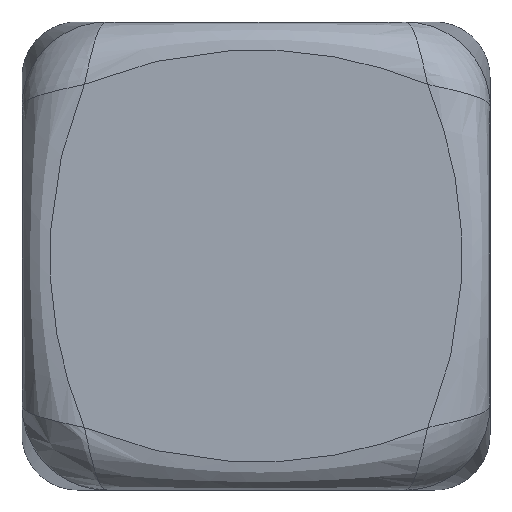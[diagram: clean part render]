
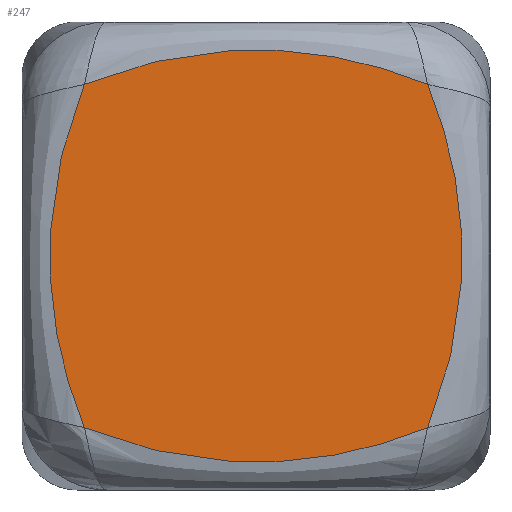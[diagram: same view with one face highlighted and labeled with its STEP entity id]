
A CAD part, left-side view. The second image highlights one B-rep face of the part: STEP entity #247.
In plain terms, the highlighted planar face has unit normal (-1, 0, 0).
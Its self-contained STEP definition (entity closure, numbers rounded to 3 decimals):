
#35=(
BOUNDED_CURVE()
B_SPLINE_CURVE(3,(#4824,#4825,#4826,#4827,#4828,#4829,#4830,#4831),
 .UNSPECIFIED.,.F.,.F.)
B_SPLINE_CURVE_WITH_KNOTS((4,1,1,1,1,4),(0.409,0.694,
1.389,1.714,2.04,2.369),
 .UNSPECIFIED.)
CURVE()
GEOMETRIC_REPRESENTATION_ITEM()
RATIONAL_B_SPLINE_CURVE((1.,1.,1.,1.,1.,1.,1.,1.))
REPRESENTATION_ITEM('')
);
#37=(
BOUNDED_CURVE()
B_SPLINE_CURVE(3,(#4835,#4836,#4837,#4838,#4839,#4840,#4841,#4842,#4843,
#4844,#4845,#4846,#4847,#4848,#4849,#4850),.UNSPECIFIED.,.F.,.F.)
B_SPLINE_CURVE_WITH_KNOTS((4,3,3,3,3,4),(0.409,0.694,
1.389,1.714,2.04,2.369),
 .UNSPECIFIED.)
CURVE()
GEOMETRIC_REPRESENTATION_ITEM()
RATIONAL_B_SPLINE_CURVE((1.,1.,1.,1.,1.,1.,1.,1.,1.,1.,1.,1.,1.,1.,1.,1.))
REPRESENTATION_ITEM('')
);
#44=(
BOUNDED_CURVE()
B_SPLINE_CURVE(3,(#4893,#4894,#4895,#4896,#4897,#4898,#4899,#4900,#4901,
#4902,#4903,#4904,#4905,#4906,#4907,#4908),.UNSPECIFIED.,.F.,.F.)
B_SPLINE_CURVE_WITH_KNOTS((4,3,3,3,3,4),(0.409,0.694,
1.389,1.714,2.04,2.369),
 .UNSPECIFIED.)
CURVE()
GEOMETRIC_REPRESENTATION_ITEM()
RATIONAL_B_SPLINE_CURVE((1.,1.,1.,1.,1.,1.,
1.,1.,1.,1.,1.,1.,1.,1.,1.,1.))
REPRESENTATION_ITEM('')
);
#46=(
BOUNDED_CURVE()
B_SPLINE_CURVE(3,(#4925,#4926,#4927,#4928,#4929,#4930,#4931,#4932,#4933,
#4934,#4935,#4936,#4937,#4938,#4939,#4940),.UNSPECIFIED.,.F.,.F.)
B_SPLINE_CURVE_WITH_KNOTS((4,3,3,3,3,4),(0.409,0.694,
1.389,1.714,2.04,2.369),
 .UNSPECIFIED.)
CURVE()
GEOMETRIC_REPRESENTATION_ITEM()
RATIONAL_B_SPLINE_CURVE((1.,1.,1.,1.,1.,1.,1.,1.,1.,1.,
1.,1.,1.,1.,1.,1.))
REPRESENTATION_ITEM('')
);
#247=ADVANCED_FACE('',(#356),#1648,.T.);
#356=FACE_OUTER_BOUND('',#465,.T.);
#465=EDGE_LOOP('',(#878,#879,#880,#881));
#878=ORIENTED_EDGE('',*,*,#1173,.T.);
#879=ORIENTED_EDGE('',*,*,#1180,.T.);
#880=ORIENTED_EDGE('',*,*,#1171,.T.);
#881=ORIENTED_EDGE('',*,*,#1182,.F.);
#1171=EDGE_CURVE('',#1548,#1547,#35,.T.);
#1173=EDGE_CURVE('',#1546,#1549,#37,.T.);
#1180=EDGE_CURVE('',#1549,#1548,#44,.T.);
#1182=EDGE_CURVE('',#1546,#1547,#46,.T.);
#1546=VERTEX_POINT('',#4763);
#1547=VERTEX_POINT('',#4764);
#1548=VERTEX_POINT('',#4765);
#1549=VERTEX_POINT('',#4766);
#1648=PLANE('',#1716);
#1716=AXIS2_PLACEMENT_3D('',#3882,#1767,$);
#1767=DIRECTION('',(-1.,0.,0.));
#3882=CARTESIAN_POINT('',(-3.05,1.27,0.035));
#4763=CARTESIAN_POINT('',(-3.05,0.932,2.237));
#4764=CARTESIAN_POINT('',(-3.05,-0.932,2.237));
#4765=CARTESIAN_POINT('',(-3.05,-0.932,0.373));
#4766=CARTESIAN_POINT('',(-3.05,0.932,0.373));
#4824=CARTESIAN_POINT('',(-3.05,-0.932,0.373));
#4825=CARTESIAN_POINT('',(-3.05,-0.965,0.456));
#4826=CARTESIAN_POINT('',(-3.05,-1.069,0.749));
#4827=CARTESIAN_POINT('',(-3.05,-1.137,1.181));
#4828=CARTESIAN_POINT('',(-3.05,-1.104,1.631));
#4829=CARTESIAN_POINT('',(-3.05,-1.038,1.945));
#4830=CARTESIAN_POINT('',(-3.05,-0.97,2.141));
#4831=CARTESIAN_POINT('',(-3.05,-0.932,2.237));
#4835=CARTESIAN_POINT('',(-3.05,0.932,2.237));
#4836=CARTESIAN_POINT('',(-3.05,0.965,2.154));
#4837=CARTESIAN_POINT('',(-3.05,0.995,2.069));
#4838=CARTESIAN_POINT('',(-3.05,1.021,1.981));
#4839=CARTESIAN_POINT('',(-3.05,1.084,1.767));
#4840=CARTESIAN_POINT('',(-3.05,1.12,1.537));
#4841=CARTESIAN_POINT('',(-3.05,1.12,1.305));
#4842=CARTESIAN_POINT('',(-3.05,1.12,1.197));
#4843=CARTESIAN_POINT('',(-3.05,1.112,1.088));
#4844=CARTESIAN_POINT('',(-3.05,1.097,0.982));
#4845=CARTESIAN_POINT('',(-3.05,1.082,0.875));
#4846=CARTESIAN_POINT('',(-3.05,1.06,0.771));
#4847=CARTESIAN_POINT('',(-3.05,1.033,0.67));
#4848=CARTESIAN_POINT('',(-3.05,1.004,0.568));
#4849=CARTESIAN_POINT('',(-3.05,0.97,0.469));
#4850=CARTESIAN_POINT('',(-3.05,0.932,0.373));
#4893=CARTESIAN_POINT('',(-3.05,0.932,0.373));
#4894=CARTESIAN_POINT('',(-3.05,0.849,0.34));
#4895=CARTESIAN_POINT('',(-3.05,0.764,0.31));
#4896=CARTESIAN_POINT('',(-3.05,0.676,0.284));
#4897=CARTESIAN_POINT('',(-3.05,0.462,0.221));
#4898=CARTESIAN_POINT('',(-3.05,0.232,0.185));
#4899=CARTESIAN_POINT('',(-3.05,0.,0.185));
#4900=CARTESIAN_POINT('',(-3.05,-0.108,0.185));
#4901=CARTESIAN_POINT('',(-3.05,-0.217,0.193));
#4902=CARTESIAN_POINT('',(-3.05,-0.323,0.208));
#4903=CARTESIAN_POINT('',(-3.05,-0.43,0.223));
#4904=CARTESIAN_POINT('',(-3.05,-0.534,0.245));
#4905=CARTESIAN_POINT('',(-3.05,-0.635,0.272));
#4906=CARTESIAN_POINT('',(-3.05,-0.737,0.301));
#4907=CARTESIAN_POINT('',(-3.05,-0.836,0.335));
#4908=CARTESIAN_POINT('',(-3.05,-0.932,0.373));
#4925=CARTESIAN_POINT('',(-3.05,0.932,2.237));
#4926=CARTESIAN_POINT('',(-3.05,0.849,2.27));
#4927=CARTESIAN_POINT('',(-3.05,0.764,2.3));
#4928=CARTESIAN_POINT('',(-3.05,0.676,2.326));
#4929=CARTESIAN_POINT('',(-3.05,0.462,2.389));
#4930=CARTESIAN_POINT('',(-3.05,0.232,2.425));
#4931=CARTESIAN_POINT('',(-3.05,0.,2.425));
#4932=CARTESIAN_POINT('',(-3.05,-0.108,2.425));
#4933=CARTESIAN_POINT('',(-3.05,-0.217,2.417));
#4934=CARTESIAN_POINT('',(-3.05,-0.323,2.402));
#4935=CARTESIAN_POINT('',(-3.05,-0.43,2.387));
#4936=CARTESIAN_POINT('',(-3.05,-0.534,2.365));
#4937=CARTESIAN_POINT('',(-3.05,-0.635,2.338));
#4938=CARTESIAN_POINT('',(-3.05,-0.737,2.309));
#4939=CARTESIAN_POINT('',(-3.05,-0.836,2.275));
#4940=CARTESIAN_POINT('',(-3.05,-0.932,2.237));
